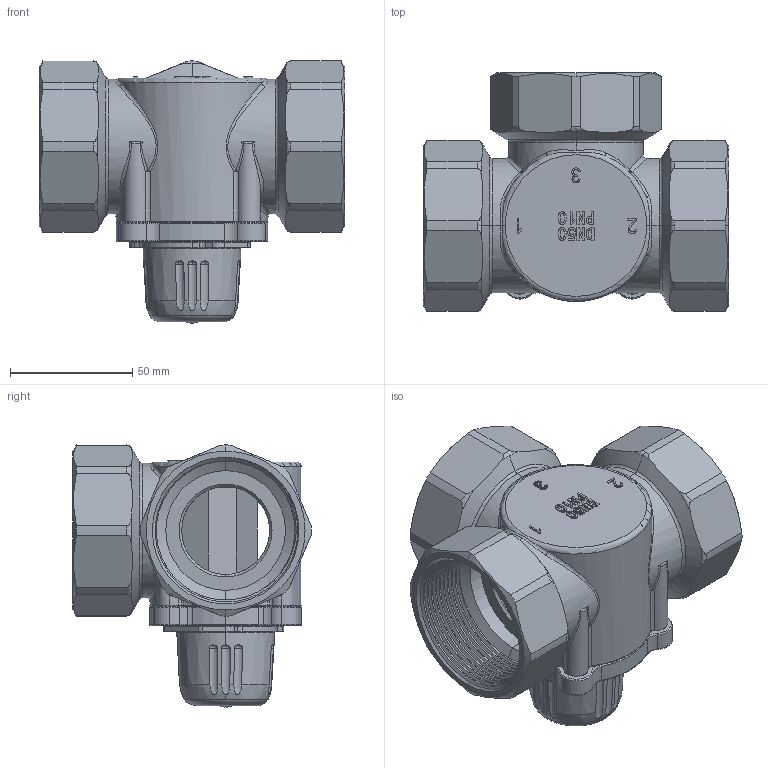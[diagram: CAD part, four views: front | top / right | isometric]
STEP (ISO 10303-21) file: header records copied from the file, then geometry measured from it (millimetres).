
FILE_DESCRIPTION (( 'STEP AP214' ), '1' );
FILE_NAME ('50.STEP', '2023-09-19T08:06:14', ( '' ), ( '' ), 'SwSTEP 2.0', 'SolidWorks 2018', '' );
FILE_SCHEMA (( 'AUTOMOTIVE_DESIGN' ));
Length unit declared in the file: millimetre
Products named in the file (1): 50
Bounding box: 125 x 97.49 x 107.22 mm (x, y, z)
Surface area: 89281.3 mm2 (no closed solid volume)
Topology: 0 solids, 40 shells, 1301 faces, 3231 edges, 2062 vertices
Faces by surface type: plane 408, bspline 344, cylinder 307, torus 138, cone 90, sphere 14
Entity records: 83167 total; most frequent: CARTESIAN_POINT 41422, ORIENTED_EDGE 6426, DIRECTION 4791, EDGE_CURVE 3217, VERTEX_POINT 2058, AXIS2_PLACEMENT_3D 1753, EDGE_LOOP 1397, ADVANCED_FACE 1301
